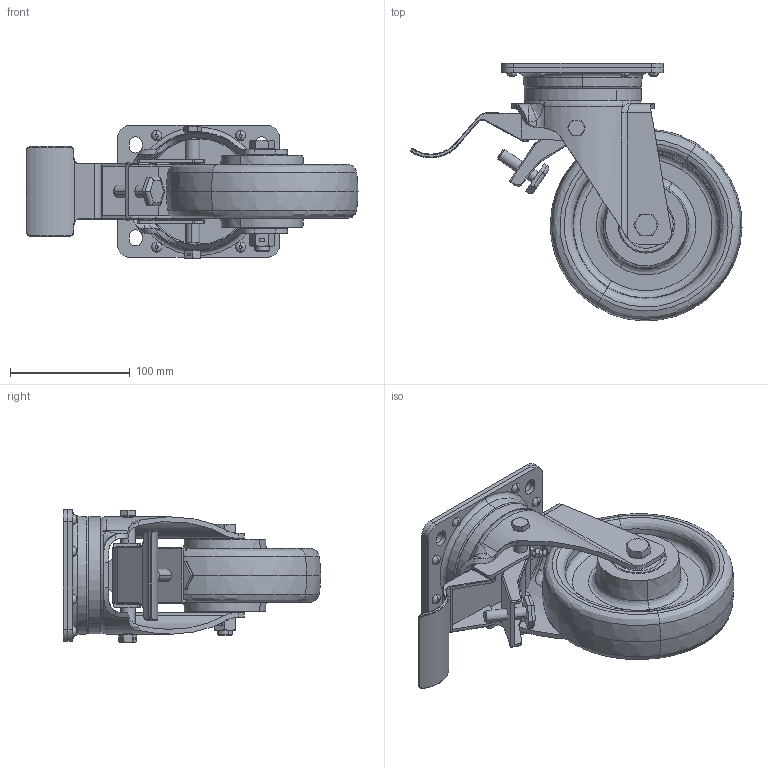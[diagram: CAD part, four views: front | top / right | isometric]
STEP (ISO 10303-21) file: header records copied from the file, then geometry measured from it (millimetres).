
FILE_DESCRIPTION (( 'STEP AP214' ), '1' );
FILE_NAME ('0034890BL.step', '2023-01-20T09:18:59', ( '' ), ( '' ), 'SwSTEP 2.0', 'SolidWorks 2020', '' );
FILE_SCHEMA (( 'AUTOMOTIVE_DESIGN' ));
Length unit declared in the file: millimetre
Products named in the file (1): 0034890BL
Bounding box: 277 x 214.96 x 111 mm (x, y, z)
Volume: 1062125.7 mm3; surface area: 298982.4 mm2
Topology: 26 solids, 26 shells, 770 faces, 1767 edges, 1086 vertices
Faces by surface type: plane 265, cylinder 261, torus 119, cone 74, bspline 50, sphere 1
Entity records: 37226 total; most frequent: CARTESIAN_POINT 10992, DIRECTION 3797, ORIENTED_EDGE 3524, EDGE_CURVE 1762, AXIS2_PLACEMENT_3D 1543, VERTEX_POINT 1084, EDGE_LOOP 880, CIRCLE 822
